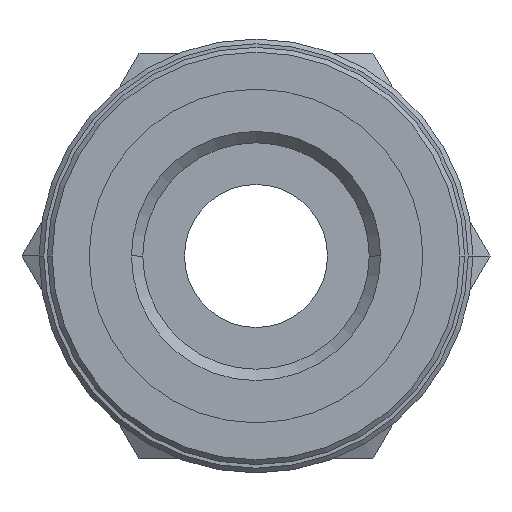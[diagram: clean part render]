
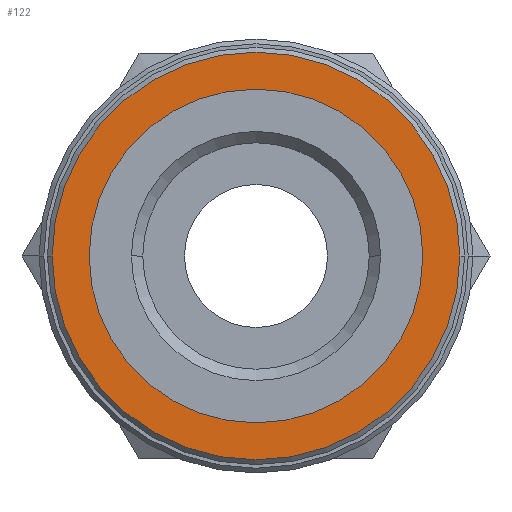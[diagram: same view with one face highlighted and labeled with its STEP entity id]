
A CAD part, front view. The second image highlights one B-rep face of the part: STEP entity #122.
In plain terms, the highlighted planar face has unit normal (0, -1, 0).
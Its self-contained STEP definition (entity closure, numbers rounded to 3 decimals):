
#122=ADVANCED_FACE('',(#296,#297),#298,.T.);
#296=FACE_BOUND('',#523,.T.);
#297=FACE_OUTER_BOUND('',#524,.T.);
#298=PLANE('',#525);
#523=EDGE_LOOP('',(#814,#815));
#524=EDGE_LOOP('',(#816,#817));
#525=AXIS2_PLACEMENT_3D('',#818,#819,#820);
#814=ORIENTED_EDGE('',*,*,#1341,.T.);
#815=ORIENTED_EDGE('',*,*,#1313,.T.);
#816=ORIENTED_EDGE('',*,*,#1342,.F.);
#817=ORIENTED_EDGE('',*,*,#1327,.F.);
#818=CARTESIAN_POINT('',(4.275,0.1,0.0));
#819=DIRECTION('',(0.,-1.0,0.0));
#820=DIRECTION('',(-1.0,0.,0.0));
#1313=EDGE_CURVE('',#1555,#1559,#1561,.T.);
#1327=EDGE_CURVE('',#1583,#1578,#1585,.T.);
#1341=EDGE_CURVE('',#1559,#1555,#1604,.T.);
#1342=EDGE_CURVE('',#1578,#1583,#1605,.T.);
#1555=VERTEX_POINT('',#1941);
#1559=VERTEX_POINT('',#1946);
#1561=CIRCLE('',#1949,7.0);
#1578=VERTEX_POINT('',#1968);
#1583=VERTEX_POINT('',#1974);
#1585=CIRCLE('',#1977,8.55);
#1604=CIRCLE('',#2044,7.0);
#1605=CIRCLE('',#2045,8.55);
#1941=CARTESIAN_POINT('',(7.0,0.1,0.));
#1946=CARTESIAN_POINT('',(-7.0,0.1,0.));
#1949=AXIS2_PLACEMENT_3D('',#2474,#2475,#2476);
#1968=CARTESIAN_POINT('',(8.55,0.1,0.0));
#1974=CARTESIAN_POINT('',(-8.55,0.1,0.));
#1977=AXIS2_PLACEMENT_3D('',#2499,#2500,#2501);
#2044=AXIS2_PLACEMENT_3D('',#2509,#2510,#2511);
#2045=AXIS2_PLACEMENT_3D('',#2512,#2513,#2514);
#2474=CARTESIAN_POINT('',(0.0,0.1,0.0));
#2475=DIRECTION('',(0.,1.0,0.0));
#2476=DIRECTION('',(1.0,0.,0.0));
#2499=CARTESIAN_POINT('',(0.0,0.1,0.0));
#2500=DIRECTION('',(-0.0,1.0,0.0));
#2501=DIRECTION('',(1.0,0.0,0.0));
#2509=CARTESIAN_POINT('',(0.0,0.1,0.0));
#2510=DIRECTION('',(0.,1.0,0.0));
#2511=DIRECTION('',(1.0,0.,0.0));
#2512=CARTESIAN_POINT('',(0.0,0.1,0.0));
#2513=DIRECTION('',(-0.0,1.0,0.0));
#2514=DIRECTION('',(1.0,0.0,0.0));
